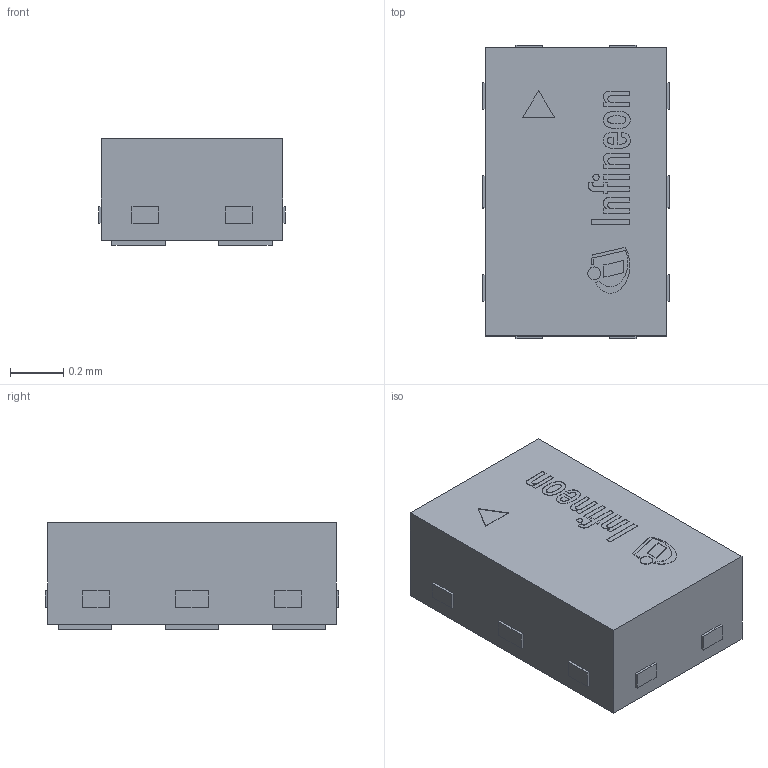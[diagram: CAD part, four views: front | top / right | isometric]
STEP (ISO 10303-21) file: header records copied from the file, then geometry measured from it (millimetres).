
FILE_DESCRIPTION(/* description */ (''),/* implementation_level */ '2;1');
FILE_NAME(/* name */ 'PG-TSNP-6-2_Z8B00166809_V02_3D.stp',/* time_stamp */ '2024-09-05T10:49:13+05:30',/* author */ ('sivamani'),/* organization */ (''),/* preprocessor_version */ 'ST-DEVELOPER v19.2',/* originating_system */ 'AutoCAD Mechanical',/* authorisation */ '');
FILE_SCHEMA (('AUTOMOTIVE_DESIGN { 1 0 10303 214 3 1 1 }'));
Length unit declared in the file: millimetre
Products named in the file (1): Product
Bounding box: 0.7 x 1.1 x 0.4 mm (x, y, z)
Volume: 0.3 mm3; surface area: 3.6 mm2
Topology: 30 solids, 30 shells, 314 faces, 759 edges, 506 vertices
Faces by surface type: plane 198, cylinder 116
Full cylindrical faces by diameter (mm): 0.023 x1, 0.048 x1
Entity records: 9222 total; most frequent: DIRECTION 1621, CARTESIAN_POINT 1580, ORIENTED_EDGE 1518, EDGE_CURVE 759, AXIS2_PLACEMENT_3D 547, LINE 527, VECTOR 527, VERTEX_POINT 506
